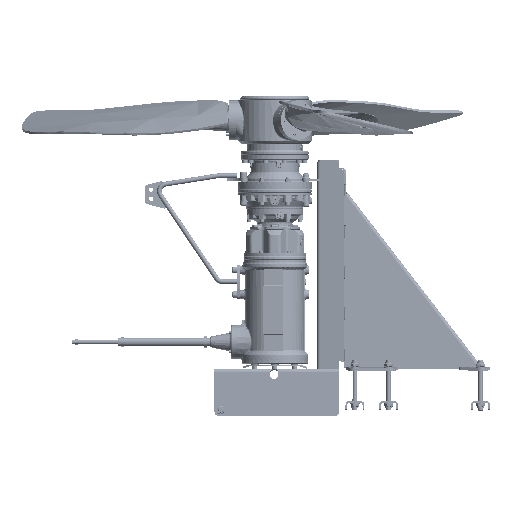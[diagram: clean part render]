
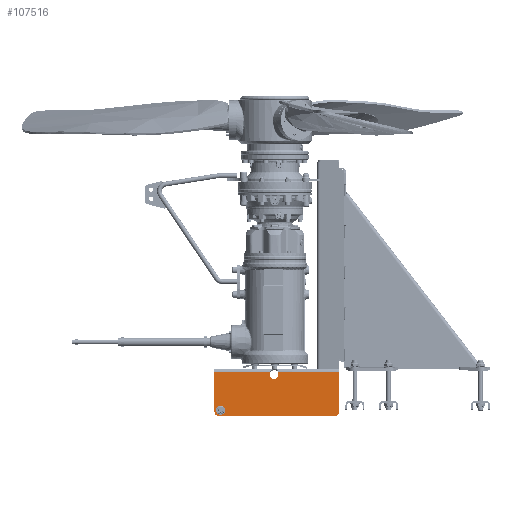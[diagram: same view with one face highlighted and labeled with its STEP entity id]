
A CAD part, left-side view. The second image highlights one B-rep face of the part: STEP entity #107516.
In plain terms, the highlighted planar face has unit normal (-1, 0, 0.004).
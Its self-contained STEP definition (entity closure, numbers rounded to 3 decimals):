
#5345=FACE_BOUND('',#22008,.T.);
#5346=FACE_BOUND('',#22009,.T.);
#9298=PLANE('',#115992);
#22008=EDGE_LOOP('',(#99439));
#22009=EDGE_LOOP('',(#99440,#99441,#99442,#99443,#99444,#99445,#99446,#99447,
#99448,#99449,#99450,#99451));
#31518=LINE('',#206758,#40847);
#31521=LINE('',#206767,#40850);
#31525=LINE('',#206778,#40854);
#31529=LINE('',#206787,#40858);
#31530=LINE('',#206791,#40859);
#31531=LINE('',#206792,#40860);
#31532=LINE('',#206794,#40861);
#40847=VECTOR('',#141728,129.09);
#40850=VECTOR('',#141739,378.);
#40854=VECTOR('',#141751,5.);
#40858=VECTOR('',#141761,5.);
#40859=VECTOR('',#141764,181.986);
#40860=VECTOR('',#141765,129.09);
#40861=VECTOR('',#141766,197.986);
#41909=CIRCLE('',#111359,15.);
#44116=CIRCLE('',#115983,14.);
#44117=CIRCLE('',#115986,14.);
#44118=CIRCLE('',#115990,13.5);
#44119=CIRCLE('',#115993,13.5);
#44120=CIRCLE('',#115994,13.5);
#49442=VERTEX_POINT('',#160696);
#54138=VERTEX_POINT('',#206755);
#54139=VERTEX_POINT('',#206757);
#54140=VERTEX_POINT('',#206762);
#54141=VERTEX_POINT('',#206766);
#54142=VERTEX_POINT('',#206770);
#54143=VERTEX_POINT('',#206775);
#54144=VERTEX_POINT('',#206777);
#54145=VERTEX_POINT('',#206781);
#54146=VERTEX_POINT('',#206785);
#54147=VERTEX_POINT('',#206789);
#54148=VERTEX_POINT('',#206790);
#54149=VERTEX_POINT('',#206793);
#62165=EDGE_CURVE('',#49442,#49442,#41909,.T.);
#69317=EDGE_CURVE('',#54139,#54138,#31518,.T.);
#69320=EDGE_CURVE('',#54140,#54139,#44116,.T.);
#69322=EDGE_CURVE('',#54141,#54140,#31521,.T.);
#69324=EDGE_CURVE('',#54142,#54141,#44117,.T.);
#69327=EDGE_CURVE('',#54144,#54143,#31525,.T.);
#69330=EDGE_CURVE('',#54143,#54145,#44118,.T.);
#69332=EDGE_CURVE('',#54145,#54146,#31529,.T.);
#69333=EDGE_CURVE('',#54147,#54148,#31530,.T.);
#69334=EDGE_CURVE('',#54148,#54142,#31531,.T.);
#69335=EDGE_CURVE('',#54138,#54149,#31532,.T.);
#69336=EDGE_CURVE('',#54149,#54144,#44119,.T.);
#69337=EDGE_CURVE('',#54146,#54147,#44120,.T.);
#99439=ORIENTED_EDGE('',*,*,#62165,.T.);
#99440=ORIENTED_EDGE('',*,*,#69333,.T.);
#99441=ORIENTED_EDGE('',*,*,#69334,.T.);
#99442=ORIENTED_EDGE('',*,*,#69324,.T.);
#99443=ORIENTED_EDGE('',*,*,#69322,.T.);
#99444=ORIENTED_EDGE('',*,*,#69320,.T.);
#99445=ORIENTED_EDGE('',*,*,#69317,.T.);
#99446=ORIENTED_EDGE('',*,*,#69335,.T.);
#99447=ORIENTED_EDGE('',*,*,#69336,.T.);
#99448=ORIENTED_EDGE('',*,*,#69327,.T.);
#99449=ORIENTED_EDGE('',*,*,#69330,.T.);
#99450=ORIENTED_EDGE('',*,*,#69332,.T.);
#99451=ORIENTED_EDGE('',*,*,#69337,.T.);
#107516=ADVANCED_FACE('',(#5345,#5346),#9298,.F.);
#111359=AXIS2_PLACEMENT_3D('',#160697,#129994,#129995);
#115983=AXIS2_PLACEMENT_3D('',#206763,#141734,#141735);
#115986=AXIS2_PLACEMENT_3D('',#206771,#141743,#141744);
#115990=AXIS2_PLACEMENT_3D('',#206783,#141756,#141757);
#115992=AXIS2_PLACEMENT_3D('',#206788,#141762,#141763);
#115993=AXIS2_PLACEMENT_3D('',#206795,#141767,#141768);
#115994=AXIS2_PLACEMENT_3D('',#206796,#141769,#141770);
#129994=DIRECTION('center_axis',(1.,0.,
-0.003));
#129995=DIRECTION('ref_axis',(0.,-1.,
-0.005));
#141728=DIRECTION('',(0.003,0.,1.));
#141734=DIRECTION('center_axis',(-1.,0.,
0.003));
#141735=DIRECTION('ref_axis',(0.,1.,0.));
#141739=DIRECTION('',(0.,-1.,0.));
#141743=DIRECTION('center_axis',(-1.,0.,
0.003));
#141744=DIRECTION('ref_axis',(0.003,0.,
1.));
#141751=DIRECTION('',(-0.003,0.,-1.));
#141756=DIRECTION('center_axis',(1.,0.,
-0.003));
#141757=DIRECTION('ref_axis',(0.,-1.,0.));
#141761=DIRECTION('',(0.003,0.,1.));
#141762=DIRECTION('center_axis',(1.,0.,
-0.003));
#141763=DIRECTION('ref_axis',(0.,-1.,0.));
#141764=DIRECTION('',(0.,1.,0.));
#141765=DIRECTION('',(-0.003,0.,-1.));
#141766=DIRECTION('',(0.,1.,0.));
#141767=DIRECTION('center_axis',(1.,0.,
-0.003));
#141768=DIRECTION('ref_axis',(0.,1.,0.));
#141769=DIRECTION('center_axis',(1.,0.,
-0.003));
#141770=DIRECTION('ref_axis',(0.,1.,0.));
#160696=CARTESIAN_POINT('',(-57.922,192.,-494.521));
#160697=CARTESIAN_POINT('Origin',(-57.922,177.,-494.6));
#206755=CARTESIAN_POINT('',(-57.49,-209.,-370.958));
#206757=CARTESIAN_POINT('',(-57.941,-209.,-500.048));
#206758=CARTESIAN_POINT('',(-57.941,-209.,-500.048));
#206762=CARTESIAN_POINT('',(-57.99,-195.,-514.048));
#206763=CARTESIAN_POINT('Origin',(-57.941,-195.,-500.048));
#206766=CARTESIAN_POINT('',(-57.99,183.,-514.048));
#206767=CARTESIAN_POINT('',(-57.99,183.,-514.048));
#206770=CARTESIAN_POINT('',(-57.941,197.,-500.048));
#206771=CARTESIAN_POINT('Origin',(-57.941,183.,-500.048));
#206775=CARTESIAN_POINT('',(-57.52,-11.5,-379.548));
#206777=CARTESIAN_POINT('',(-57.503,-11.5,-374.548));
#206778=CARTESIAN_POINT('',(-57.401,-11.5,-345.299));
#206781=CARTESIAN_POINT('',(-57.52,15.5,-379.548));
#206783=CARTESIAN_POINT('Origin',(-57.52,2.,-379.548));
#206785=CARTESIAN_POINT('',(-57.503,15.5,-374.548));
#206787=CARTESIAN_POINT('',(-57.392,15.5,-342.799));
#206788=CARTESIAN_POINT('Origin',(-57.281,-6.,-311.049));
#206789=CARTESIAN_POINT('',(-57.49,15.014,-370.958));
#206790=CARTESIAN_POINT('',(-57.49,197.,-370.958));
#206791=CARTESIAN_POINT('',(-57.49,4.507,-370.958));
#206792=CARTESIAN_POINT('',(-56.621,197.,-122.05));
#206793=CARTESIAN_POINT('',(-57.49,-11.014,-370.958));
#206794=CARTESIAN_POINT('',(-57.49,-107.5,-370.958));
#206795=CARTESIAN_POINT('Origin',(-57.503,2.,-374.548));
#206796=CARTESIAN_POINT('Origin',(-57.503,2.,-374.548));
